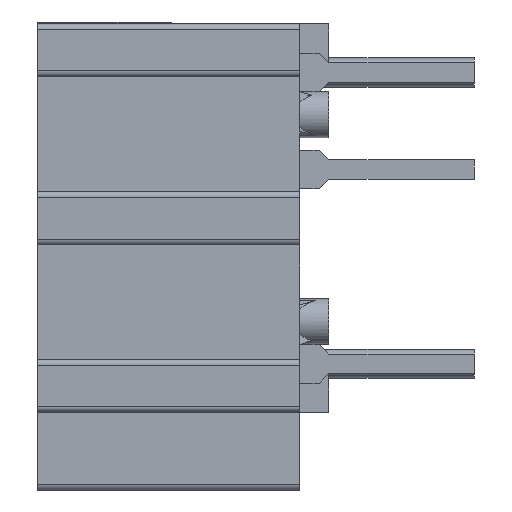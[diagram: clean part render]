
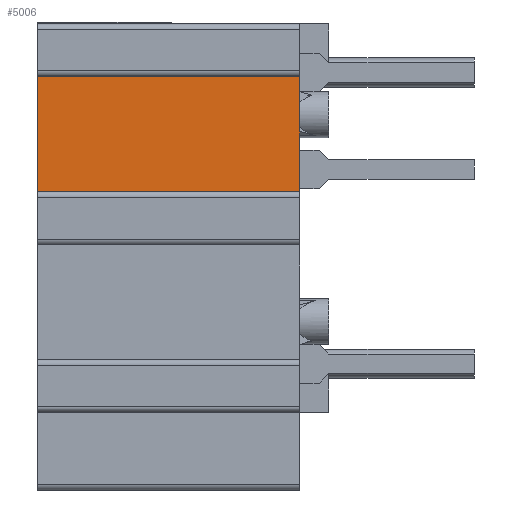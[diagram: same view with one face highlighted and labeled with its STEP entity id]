
A CAD part, left-side view. The second image highlights one B-rep face of the part: STEP entity #5006.
In plain terms, the highlighted planar face has unit normal (-1, 0, 0).
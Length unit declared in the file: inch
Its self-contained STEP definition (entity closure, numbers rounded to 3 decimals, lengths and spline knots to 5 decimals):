
#96 = CARTESIAN_POINT ( 'NONE',  ( -0.34047, 0.3, 0. ) ) ;
#114 = CARTESIAN_POINT ( 'NONE',  ( -0.34047, 0.3, 0.02756 ) ) ;
#148 = AXIS2_PLACEMENT_3D ( 'NONE', #2778, #1110, #6731 ) ;
#588 = ORIENTED_EDGE ( 'NONE', *, *, #2510, .F. ) ;
#1110 = DIRECTION ( 'NONE',  ( -1., 0., 0. ) ) ;
#1135 = PLANE ( 'NONE',  #148 ) ;
#1203 = VERTEX_POINT ( 'NONE', #4356 ) ;
#2328 = EDGE_CURVE ( 'NONE', #7219, #7129, #6241, .T. ) ;
#2407 = DIRECTION ( 'NONE',  ( 0., 0., 1. ) ) ;
#2510 = EDGE_CURVE ( 'NONE', #7129, #3886, #4953, .T. ) ;
#2543 = CARTESIAN_POINT ( 'NONE',  ( -0.34047, -0.47185, 0.14567 ) ) ;
#2778 = CARTESIAN_POINT ( 'NONE',  ( -0.34047, -0.47185, 0. ) ) ;
#2840 = VECTOR ( 'NONE', #2407, 39.37008 ) ;
#3080 = FACE_OUTER_BOUND ( 'NONE', #3637, .T. ) ;
#3138 = CARTESIAN_POINT ( 'NONE',  ( -0.34047, 0.03, 0.02756 ) ) ;
#3400 = LINE ( 'NONE', #2543, #3561 ) ;
#3561 = VECTOR ( 'NONE', #4258, 39.37008 ) ;
#3637 = EDGE_LOOP ( 'NONE', ( #5934, #588, #4675, #6101 ) ) ;
#3774 = DIRECTION ( 'NONE',  ( 0., 1., 0. ) ) ;
#3886 = VERTEX_POINT ( 'NONE', #114 ) ;
#4075 = VECTOR ( 'NONE', #3774, 39.37008 ) ;
#4258 = DIRECTION ( 'NONE',  ( 0., 1., 0. ) ) ;
#4356 = CARTESIAN_POINT ( 'NONE',  ( -0.34047, 0.3, 0.14567 ) ) ;
#4376 = EDGE_CURVE ( 'NONE', #3886, #1203, #7094, .T. ) ;
#4675 = ORIENTED_EDGE ( 'NONE', *, *, #2328, .F. ) ;
#4830 = EDGE_CURVE ( 'NONE', #7219, #1203, #3400, .T. ) ;
#4953 = LINE ( 'NONE', #6557, #4075 ) ;
#5006 = ADVANCED_FACE ( 'NONE', ( #3080 ), #1135, .T. ) ;
#5180 = DIRECTION ( 'NONE',  ( 0., 0., -1. ) ) ;
#5280 = CARTESIAN_POINT ( 'NONE',  ( -0.34047, 0.03, 0. ) ) ;
#5546 = CARTESIAN_POINT ( 'NONE',  ( -0.34047, 0.03, 0.14567 ) ) ;
#5934 = ORIENTED_EDGE ( 'NONE', *, *, #4376, .F. ) ;
#6101 = ORIENTED_EDGE ( 'NONE', *, *, #4830, .T. ) ;
#6241 = LINE ( 'NONE', #5280, #6410 ) ;
#6410 = VECTOR ( 'NONE', #5180, 39.37008 ) ;
#6557 = CARTESIAN_POINT ( 'NONE',  ( -0.34047, -0.47185, 0.02756 ) ) ;
#6731 = DIRECTION ( 'NONE',  ( 0., 0., 1. ) ) ;
#7094 = LINE ( 'NONE', #96, #2840 ) ;
#7129 = VERTEX_POINT ( 'NONE', #3138 ) ;
#7219 = VERTEX_POINT ( 'NONE', #5546 ) ;
